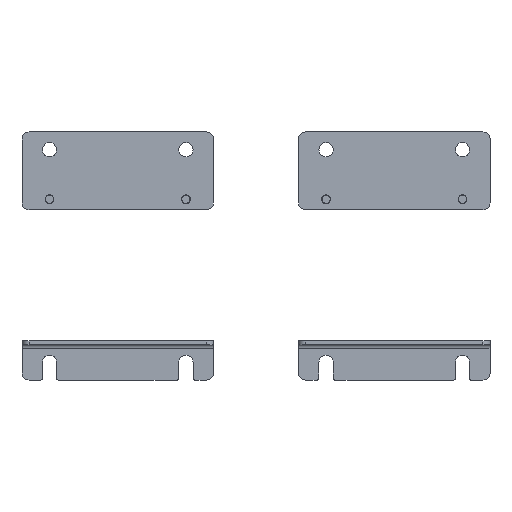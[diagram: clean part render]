
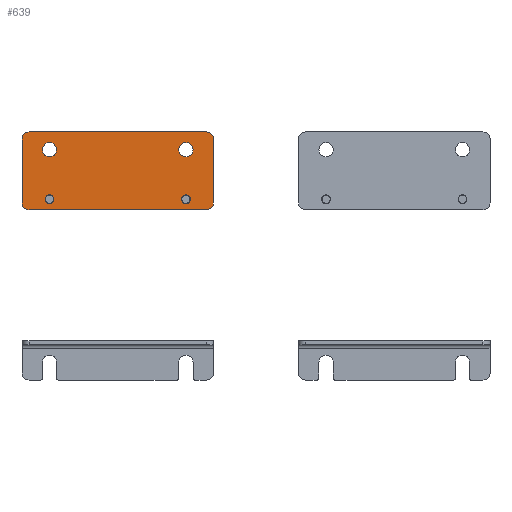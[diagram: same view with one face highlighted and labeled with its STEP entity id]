
A CAD part, top view. The second image highlights one B-rep face of the part: STEP entity #639.
In plain terms, the highlighted planar face has unit normal (0, 0, 1).
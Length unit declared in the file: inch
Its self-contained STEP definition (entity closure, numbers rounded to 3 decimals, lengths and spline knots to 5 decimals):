
#15 = CARTESIAN_POINT ( 'NONE',  ( -3.375, 5.5625, 0. ) ) ;
#28 = CARTESIAN_POINT ( 'NONE',  ( 0., 5.3125, 0. ) ) ;
#114 = ORIENTED_EDGE ( 'NONE', *, *, #3953, .T. ) ;
#132 = CARTESIAN_POINT ( 'NONE',  ( -3.375, 7.8125, 0. ) ) ;
#141 = ORIENTED_EDGE ( 'NONE', *, *, #1465, .T. ) ;
#178 = VECTOR ( 'NONE', #3280, 39.37008 ) ;
#195 = ORIENTED_EDGE ( 'NONE', *, *, #1847, .T. ) ;
#212 = CARTESIAN_POINT ( 'NONE',  ( -3.125, 7.8125, 0. ) ) ;
#294 = CIRCLE ( 'NONE', #573, 0.25 ) ;
#336 = ORIENTED_EDGE ( 'NONE', *, *, #1621, .T. ) ;
#337 = EDGE_CURVE ( 'NONE', #5307, #1754, #4493, .T. ) ;
#372 = LINE ( 'NONE', #4267, #2219 ) ;
#391 = DIRECTION ( 'NONE',  ( 1., 0., 0. ) ) ;
#464 = DIRECTION ( 'NONE',  ( 0., 0., 1. ) ) ;
#573 = AXIS2_PLACEMENT_3D ( 'NONE', #974, #1419, #2237 ) ;
#639 = ADVANCED_FACE ( 'NONE', ( #2725, #2328, #5242, #2270, #3961 ), #3930, .T. ) ;
#665 = ORIENTED_EDGE ( 'NONE', *, *, #337, .T. ) ;
#685 = ORIENTED_EDGE ( 'NONE', *, *, #2037, .T. ) ;
#739 = AXIS2_PLACEMENT_3D ( 'NONE', #1811, #464, #1310 ) ;
#767 = CARTESIAN_POINT ( 'NONE',  ( -3.125, 5.5625, 0. ) ) ;
#797 = CIRCLE ( 'NONE', #3760, 0.156 ) ;
#801 = CARTESIAN_POINT ( 'NONE',  ( 0., 6.6875, 0. ) ) ;
#859 = AXIS2_PLACEMENT_3D ( 'NONE', #3737, #2023, #4954 ) ;
#890 = LINE ( 'NONE', #2902, #3090 ) ;
#906 = EDGE_CURVE ( 'NONE', #2951, #2951, #294, .T. ) ;
#916 = EDGE_CURVE ( 'NONE', #5220, #5240, #3790, .T. ) ;
#971 = EDGE_LOOP ( 'NONE', ( #336 ) ) ;
#974 = CARTESIAN_POINT ( 'NONE',  ( -2.405, 7.4375, 0. ) ) ;
#977 = CARTESIAN_POINT ( 'NONE',  ( 3.375, 5.5625, 0. ) ) ;
#994 = AXIS2_PLACEMENT_3D ( 'NONE', #3137, #2277, #3939 ) ;
#1108 = EDGE_LOOP ( 'NONE', ( #195 ) ) ;
#1220 = CARTESIAN_POINT ( 'NONE',  ( -2.249, 5.6875, 0. ) ) ;
#1310 = DIRECTION ( 'NONE',  ( 1., 0., 0. ) ) ;
#1419 = DIRECTION ( 'NONE',  ( 0., 0., -1. ) ) ;
#1465 = EDGE_CURVE ( 'NONE', #4499, #4722, #3919, .T. ) ;
#1583 = DIRECTION ( 'NONE',  ( 1., 0., 0. ) ) ;
#1601 = CARTESIAN_POINT ( 'NONE',  ( 0., 8.0625, 0. ) ) ;
#1621 = EDGE_CURVE ( 'NONE', #1743, #1743, #797, .T. ) ;
#1658 = CARTESIAN_POINT ( 'NONE',  ( 3.125, 8.0625, 0. ) ) ;
#1743 = VERTEX_POINT ( 'NONE', #1220 ) ;
#1754 = VERTEX_POINT ( 'NONE', #132 ) ;
#1811 = CARTESIAN_POINT ( 'NONE',  ( 3.125, 5.5625, 0. ) ) ;
#1847 = EDGE_CURVE ( 'NONE', #5389, #5389, #3593, .T. ) ;
#1953 = DIRECTION ( 'NONE',  ( 0., 0., -1. ) ) ;
#1963 = DIRECTION ( 'NONE',  ( 0., 0., 1. ) ) ;
#1966 = EDGE_CURVE ( 'NONE', #1754, #4499, #372, .T. ) ;
#2023 = DIRECTION ( 'NONE',  ( 0., 0., 1. ) ) ;
#2037 = EDGE_CURVE ( 'NONE', #5240, #5047, #890, .T. ) ;
#2065 = CARTESIAN_POINT ( 'NONE',  ( 2.405, 5.6875, 0. ) ) ;
#2186 = ORIENTED_EDGE ( 'NONE', *, *, #906, .T. ) ;
#2219 = VECTOR ( 'NONE', #4745, 39.37008 ) ;
#2237 = DIRECTION ( 'NONE',  ( 1., 0., 0. ) ) ;
#2270 = FACE_BOUND ( 'NONE', #3856, .T. ) ;
#2277 = DIRECTION ( 'NONE',  ( 0., 0., -1. ) ) ;
#2328 = FACE_BOUND ( 'NONE', #1108, .T. ) ;
#2349 = EDGE_LOOP ( 'NONE', ( #114, #3321, #685, #3013, #3102, #665, #5169, #141 ) ) ;
#2378 = EDGE_CURVE ( 'NONE', #4133, #5307, #2989, .T. ) ;
#2546 = CARTESIAN_POINT ( 'NONE',  ( 2.655, 7.4375, 0. ) ) ;
#2552 = DIRECTION ( 'NONE',  ( 1., 0., 0. ) ) ;
#2710 = EDGE_CURVE ( 'NONE', #5047, #4133, #3729, .T. ) ;
#2725 = FACE_BOUND ( 'NONE', #971, .T. ) ;
#2902 = CARTESIAN_POINT ( 'NONE',  ( 3.375, 6.6875, 0. ) ) ;
#2951 = VERTEX_POINT ( 'NONE', #4185 ) ;
#2977 = AXIS2_PLACEMENT_3D ( 'NONE', #801, #5346, #1583 ) ;
#2989 = LINE ( 'NONE', #1601, #178 ) ;
#3013 = ORIENTED_EDGE ( 'NONE', *, *, #2710, .T. ) ;
#3075 = CARTESIAN_POINT ( 'NONE',  ( -3.125, 8.0625, 0. ) ) ;
#3090 = VECTOR ( 'NONE', #3870, 39.37008 ) ;
#3102 = ORIENTED_EDGE ( 'NONE', *, *, #2378, .T. ) ;
#3137 = CARTESIAN_POINT ( 'NONE',  ( 2.405, 7.4375, 0. ) ) ;
#3197 = ORIENTED_EDGE ( 'NONE', *, *, #4789, .T. ) ;
#3280 = DIRECTION ( 'NONE',  ( -1., 0., 0. ) ) ;
#3316 = DIRECTION ( 'NONE',  ( 1., 0., 0. ) ) ;
#3321 = ORIENTED_EDGE ( 'NONE', *, *, #916, .T. ) ;
#3340 = VECTOR ( 'NONE', #391, 39.37008 ) ;
#3350 = CARTESIAN_POINT ( 'NONE',  ( -2.405, 5.6875, 0. ) ) ;
#3571 = DIRECTION ( 'NONE',  ( 1., 0., 0. ) ) ;
#3593 = CIRCLE ( 'NONE', #994, 0.25 ) ;
#3725 = DIRECTION ( 'NONE',  ( 0., 0., -1. ) ) ;
#3729 = CIRCLE ( 'NONE', #859, 0.25 ) ;
#3737 = CARTESIAN_POINT ( 'NONE',  ( 3.125, 7.8125, 0. ) ) ;
#3742 = DIRECTION ( 'NONE',  ( 0., 0., 1. ) ) ;
#3760 = AXIS2_PLACEMENT_3D ( 'NONE', #3350, #1953, #4631 ) ;
#3782 = LINE ( 'NONE', #28, #3340 ) ;
#3790 = CIRCLE ( 'NONE', #739, 0.25 ) ;
#3856 = EDGE_LOOP ( 'NONE', ( #3197 ) ) ;
#3870 = DIRECTION ( 'NONE',  ( 0., 1., 0. ) ) ;
#3901 = CIRCLE ( 'NONE', #5135, 0.156 ) ;
#3919 = CIRCLE ( 'NONE', #4089, 0.25 ) ;
#3930 = PLANE ( 'NONE',  #2977 ) ;
#3939 = DIRECTION ( 'NONE',  ( 1., 0., 0. ) ) ;
#3953 = EDGE_CURVE ( 'NONE', #4722, #5220, #3782, .T. ) ;
#3961 = FACE_OUTER_BOUND ( 'NONE', #2349, .T. ) ;
#3968 = CARTESIAN_POINT ( 'NONE',  ( 2.561, 5.6875, 0. ) ) ;
#4089 = AXIS2_PLACEMENT_3D ( 'NONE', #767, #3742, #2552 ) ;
#4133 = VERTEX_POINT ( 'NONE', #1658 ) ;
#4185 = CARTESIAN_POINT ( 'NONE',  ( -2.155, 7.4375, 0. ) ) ;
#4231 = AXIS2_PLACEMENT_3D ( 'NONE', #212, #1963, #3571 ) ;
#4267 = CARTESIAN_POINT ( 'NONE',  ( -3.375, 6.6875, 0. ) ) ;
#4377 = VERTEX_POINT ( 'NONE', #3968 ) ;
#4493 = CIRCLE ( 'NONE', #4231, 0.25 ) ;
#4499 = VERTEX_POINT ( 'NONE', #15 ) ;
#4558 = CARTESIAN_POINT ( 'NONE',  ( -3.125, 5.3125, 0. ) ) ;
#4631 = DIRECTION ( 'NONE',  ( 1., 0., 0. ) ) ;
#4722 = VERTEX_POINT ( 'NONE', #4558 ) ;
#4745 = DIRECTION ( 'NONE',  ( 0., -1., 0. ) ) ;
#4789 = EDGE_CURVE ( 'NONE', #4377, #4377, #3901, .T. ) ;
#4954 = DIRECTION ( 'NONE',  ( 1., 0., 0. ) ) ;
#4985 = CARTESIAN_POINT ( 'NONE',  ( 3.125, 5.3125, 0. ) ) ;
#5047 = VERTEX_POINT ( 'NONE', #5360 ) ;
#5135 = AXIS2_PLACEMENT_3D ( 'NONE', #2065, #3725, #3316 ) ;
#5169 = ORIENTED_EDGE ( 'NONE', *, *, #1966, .T. ) ;
#5220 = VERTEX_POINT ( 'NONE', #4985 ) ;
#5240 = VERTEX_POINT ( 'NONE', #977 ) ;
#5242 = FACE_BOUND ( 'NONE', #5319, .T. ) ;
#5307 = VERTEX_POINT ( 'NONE', #3075 ) ;
#5319 = EDGE_LOOP ( 'NONE', ( #2186 ) ) ;
#5346 = DIRECTION ( 'NONE',  ( 0., 0., 1. ) ) ;
#5360 = CARTESIAN_POINT ( 'NONE',  ( 3.375, 7.8125, 0. ) ) ;
#5389 = VERTEX_POINT ( 'NONE', #2546 ) ;
